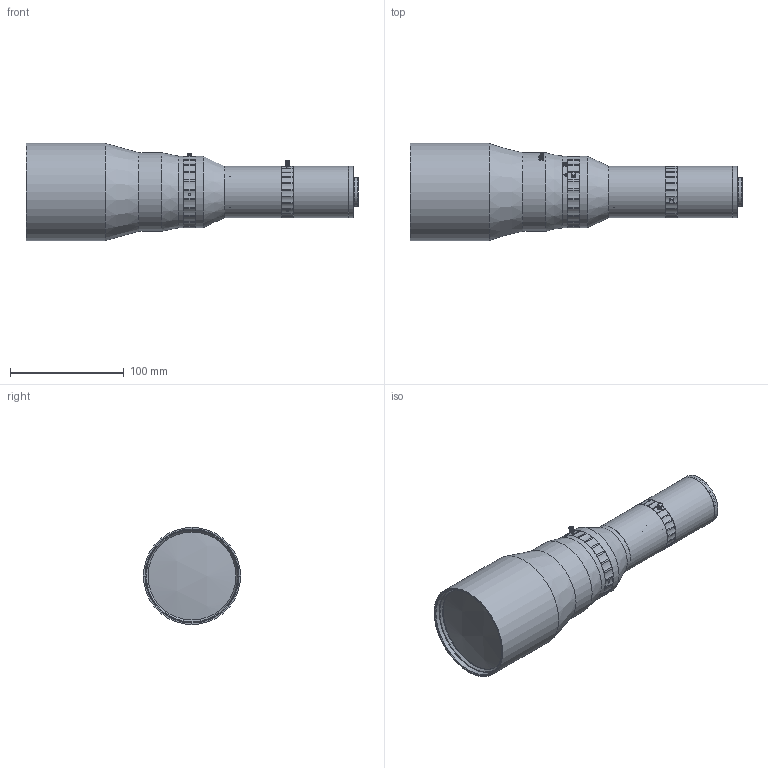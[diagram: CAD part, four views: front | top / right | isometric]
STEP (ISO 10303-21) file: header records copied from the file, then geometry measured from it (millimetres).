
FILE_DESCRIPTION (( 'STEP AP203' ), '1' );
FILE_NAME ('680012.STEP', '2023-12-07T05:32:30', ( 'Windows User' ), ( 'P R C' ), 'SwSTEP 2.0', 'SolidWorks 2020', '' );
FILE_SCHEMA (( 'CONFIG_CONTROL_DESIGN' ));
Length unit declared in the file: millimetre
Products named in the file (1): 680012
Bounding box: 291.27 x 85.2 x 85.2 mm (x, y, z)
Volume: 966489.1 mm3; surface area: 132535.5 mm2
Topology: 19 solids, 19 shells, 921 faces, 2428 edges, 1613 vertices
Faces by surface type: plane 346, cylinder 251, cone 175, bspline 141, torus 5, sphere 3
Full cylindrical faces by diameter (mm): 1 x2, 1.3 x1, 1.7 x1, 2 x20, 2.05 x4, 2.8 x4, 2.85 x4, 19.4 x1, 20.4 x1, 21.4 x1, 22 x1, 23.6 x1, 25.4 x1, 29.4 x1, 29.8 x1, 37.8 x1, 38.8 x2, 40.4 x4, 41.8 x1, 42.8 x2, 43.4 x1, 43.9 x2, 44.4 x1, 45.4 x3, 52.5 x1, 56 x1, 57.6 x1, 58 x1, 63 x2, 69 x1
Entity records: 54952 total; most frequent: CARTESIAN_POINT 33572, ORIENTED_EDGE 4554, DIRECTION 3963, EDGE_CURVE 2277, VERTEX_POINT 1579, AXIS2_PLACEMENT_3D 1496, EDGE_LOOP 1152, FACE_OUTER_BOUND 1005
